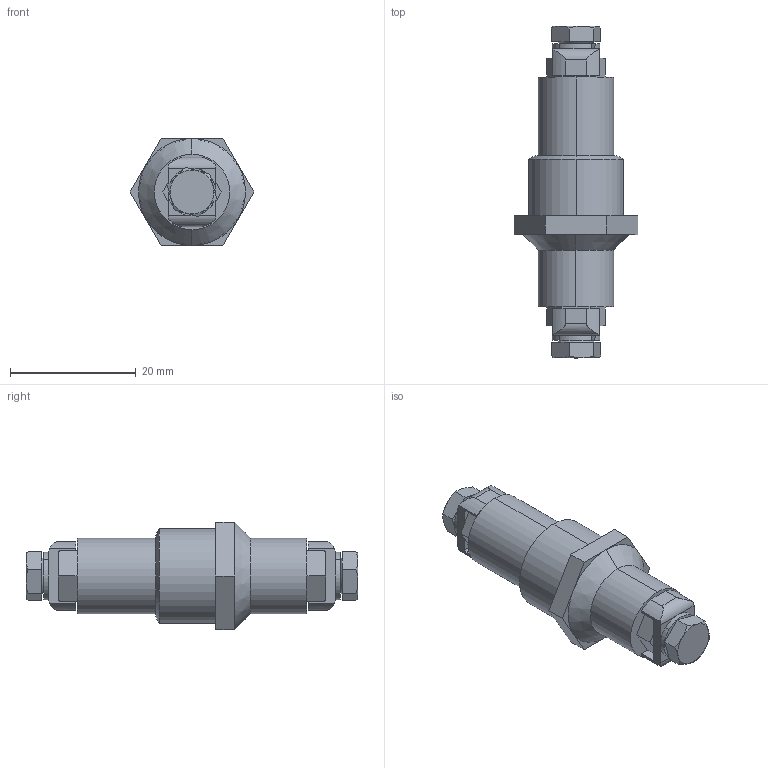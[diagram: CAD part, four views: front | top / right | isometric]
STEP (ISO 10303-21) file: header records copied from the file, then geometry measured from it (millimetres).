
FILE_DESCRIPTION (( 'STEP AP203' ), '1' );
FILE_NAME ('8171_02-AA.STEP', '2013-12-16T12:27:23', ( 'Admin' ), ( 'R. STAHL AG' ), 'SwSTEP 2.0', 'SolidWorks 2013', '' );
FILE_SCHEMA (( 'CONFIG_CONTROL_DESIGN' ));
Length unit declared in the file: millimetre
Products named in the file (7): 81_710_02_62_0_Pressmasse_vereinfacht; 81_719_10_62_0; 506_546_0; 500_417_0; 8171_02-AA; 81_713_02_62_0; 81_719_01_90_0_Ausf”rung 1
Assembly tree (9 placements, depth 2):
  8171_02-AA
    81_713_02_62_0
    81_719_01_90_0_Ausf”rung 1
    81_710_02_62_0_Pressmasse_vereinfacht
    81_719_10_62_0  x2
    506_546_0  x2
    500_417_0  x2
Bounding box: 19.63 x 52.7 x 17 mm (x, y, z)
Volume: 6228.7 mm3; surface area: 6372.1 mm2
Topology: 9 solids, 9 shells, 260 faces, 644 edges, 398 vertices
Faces by surface type: plane 113, cylinder 91, cone 44, torus 12
Entity records: 7207 total; most frequent: CARTESIAN_POINT 1520, DIRECTION 1040, ORIENTED_EDGE 1008, EDGE_CURVE 504, AXIS2_PLACEMENT_3D 390, VERTEX_POINT 316, LINE 260, VECTOR 260
